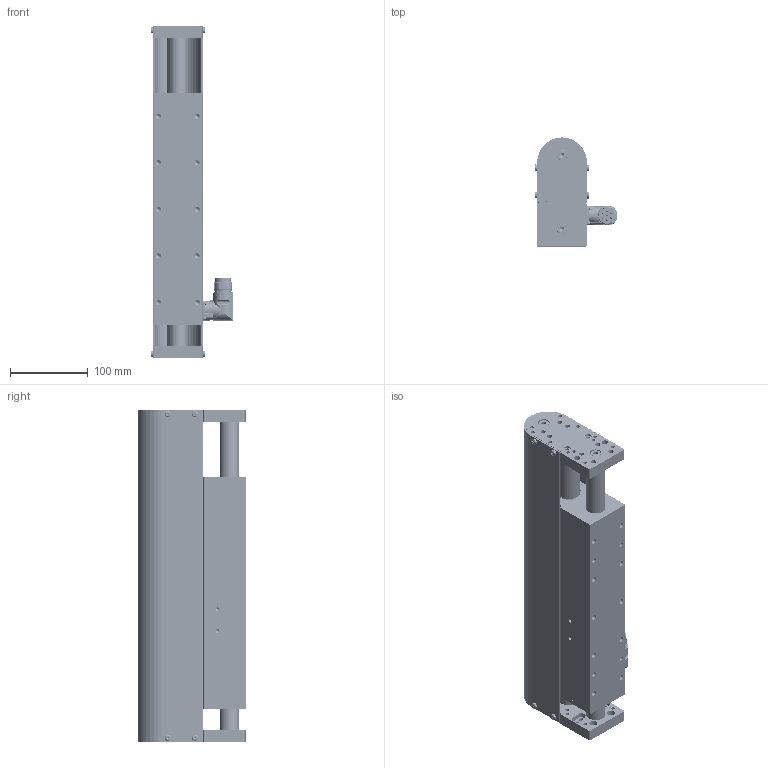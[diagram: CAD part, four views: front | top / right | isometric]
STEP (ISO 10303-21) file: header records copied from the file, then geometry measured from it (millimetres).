
FILE_DESCRIPTION (( 'STEP AP203' ), '1' );
FILE_NAME ('0186-1100_211012_DM01-PS01-48x240F-HP-C-95_CS01.STEP', '2021-10-12T09:03:19', ( '' ), ( '' ), 'SwSTEP 2.0', 'SolidWorks 2021', '' );
FILE_SCHEMA (( 'CONFIG_CONTROL_DESIGN' ));
Length unit declared in the file: millimetre
Products named in the file (11): 0230-0488_Zyl.-Schr._I-6kt_M8x25_8.8_v-b; 0180-1298_DM01k-48; 0180-1301_DL01k-25-15.6x...-M18x1.5_DL01k-25-15,6x402-M18x1.5; DM01h-PS01-48x240G-HP-C-CS01_STANDARD; 0180-1842_DM01k-48-H; 0230-0653_Zyl.-Schr._I-6kt_n-K_M10x25_8.8_v-b; 0230-0365_Lins.-Schr_I-6rd_M4x8_8.8_v-b; PL01-28x...-HP-SF_PL01-28x410!330-SF; 0180-1300_D01k-48x...-AD_D01k-48x427-AD; Läufer_beweglich_L„ufer_beweglich_240F-95; 0186-1100_211012_DM01-PS01-48x240F-HP-C-95_CS01
Assembly tree (21 placements, depth 3):
  0186-1100_211012_DM01-PS01-48x240F-HP-C-95_CS01
    DM01h-PS01-48x240G-HP-C-CS01_STANDARD
    Läufer_beweglich_L„ufer_beweglich_240F-95
      PL01-28x...-HP-SF_PL01-28x410!330-SF
      0230-0365_Lins.-Schr_I-6rd_M4x8_8.8_v-b  x8
      0180-1300_D01k-48x...-AD_D01k-48x427-AD
      0230-0488_Zyl.-Schr._I-6kt_M8x25_8.8_v-b  x4
      0180-1842_DM01k-48-H
      0230-0653_Zyl.-Schr._I-6kt_n-K_M10x25_8.8_v-b
      0180-1298_DM01k-48
      0180-1301_DL01k-25-15.6x...-M18x1.5_DL01k-25-15,6x402-M18x1.5  x2
Bounding box: 106.56 x 140 x 428 mm (x, y, z)
Volume: 2642006.2 mm3; surface area: 673772.8 mm2
Topology: 46 solids, 46 shells, 3119 faces, 7493 edges, 4577 vertices
Faces by surface type: cylinder 1089, plane 1003, cone 831, bspline 170, torus 26
Full cylindrical faces by diameter (mm): 1 x10, 1.2 x5, 1.5 x5, 1.8 x5, 2 x8, 2.05 x4, 2.5 x48, 2.6 x4, 2.7 x4, 2.8 x5, 2.9 x4, 3.3 x12, 4 x12, 4.2 x2, 4.5 x4, 4.8 x8, 5 x34, 6 x70, 6.6 x16, 6.8 x18, 8 x72, 8.4 x8, 8.5 x2, 9 x4, 10 x15, 10.5 x9, 11 x4, 13 x4, 15 x5, 15.6 x2
Entity records: 83989 total; most frequent: CARTESIAN_POINT 35983, DIRECTION 9118, ORIENTED_EDGE 8940, EDGE_CURVE 4470, AXIS2_PLACEMENT_3D 3572, VERTEX_POINT 3228, EDGE_LOOP 3228, FACE_OUTER_BOUND 2556
